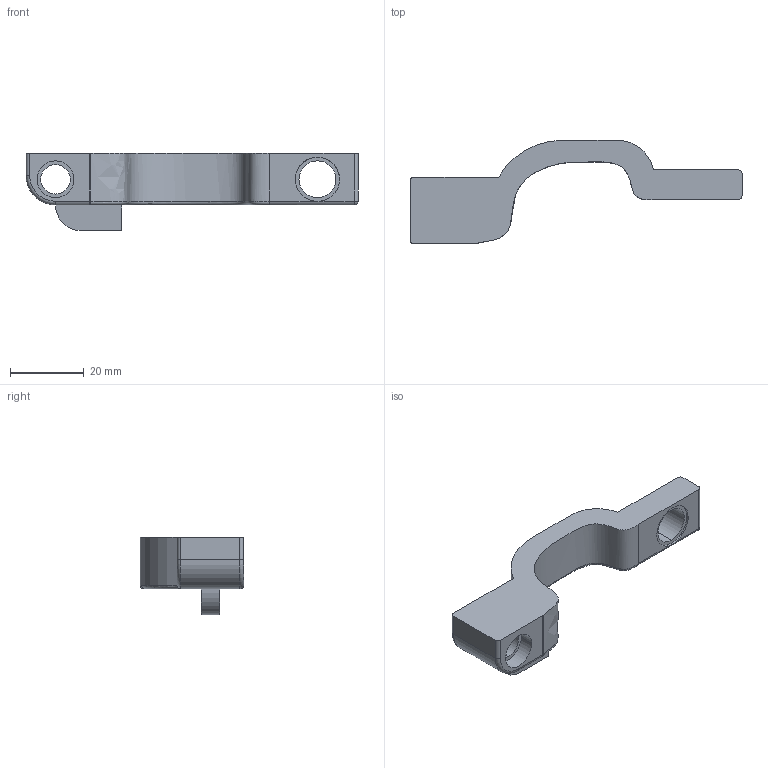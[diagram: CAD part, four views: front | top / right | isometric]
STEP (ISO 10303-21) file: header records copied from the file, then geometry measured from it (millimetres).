
FILE_DESCRIPTION (( 'STEP AP203' ), '1' );
FILE_NAME ('MONOBRAS1.STEP', '2018-08-27T21:58:00', ( '' ), ( '' ), 'SwSTEP 2.0', 'SolidWorks 2014', '' );
FILE_SCHEMA (( 'CONFIG_CONTROL_DESIGN' ));
Length unit declared in the file: millimetre
Products named in the file (1): MONOBRAS1
Bounding box: 90 x 28 x 21 mm (x, y, z)
Volume: 12224.9 mm3; surface area: 5788.9 mm2
Topology: 1 solids, 1 shells, 53 faces, 132 edges, 80 vertices
Faces by surface type: cylinder 27, plane 17, torus 4, sphere 3, bspline 2
Entity records: 2245 total; most frequent: CARTESIAN_POINT 899, DIRECTION 277, ORIENTED_EDGE 258, EDGE_CURVE 129, AXIS2_PLACEMENT_3D 108, VERTEX_POINT 80, LINE 61, VECTOR 61
